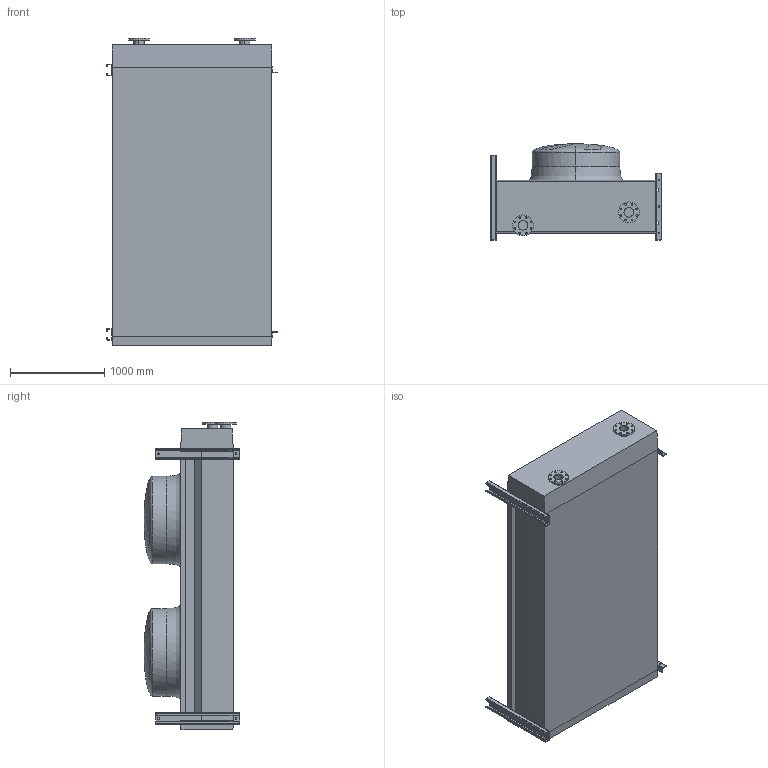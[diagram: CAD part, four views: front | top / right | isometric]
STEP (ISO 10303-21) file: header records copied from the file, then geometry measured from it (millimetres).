
FILE_DESCRIPTION (( 'STEP AP203' ), '1' );
FILE_NAME ('BOM_02L-V-SS.step', '2022-05-05T15:08:39', ( '' ), ( '' ), 'SwSTEP 2.0', 'SolidWorks 2019', '' );
FILE_SCHEMA (( 'CONFIG_CONTROL_DESIGN' ));
Length unit declared in the file: millimetre
Products named in the file (1): BOM_02L-V-SS
Bounding box: 1808 x 1016 x 3255 mm (x, y, z)
Volume: 3446959061 mm3; surface area: 23576941 mm2
Topology: 7 solids, 7 shells, 234 faces, 654 edges, 438 vertices
Faces by surface type: cylinder 120, plane 92, bspline 22
Entity records: 10117 total; most frequent: CARTESIAN_POINT 3831, ORIENTED_EDGE 1300, DIRECTION 1298, EDGE_CURVE 650, AXIS2_PLACEMENT_3D 477, VERTEX_POINT 438, LINE 344, VECTOR 344
